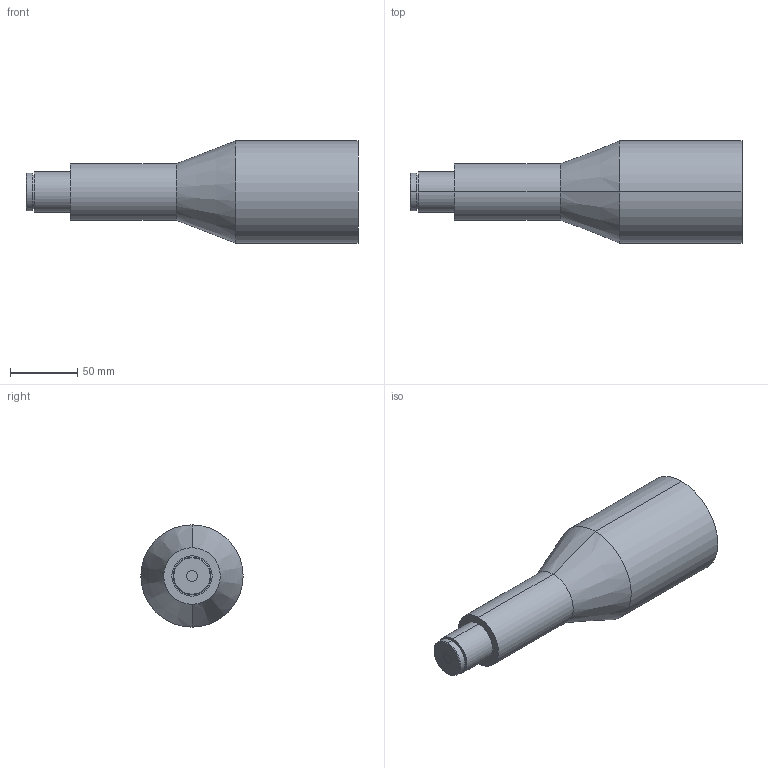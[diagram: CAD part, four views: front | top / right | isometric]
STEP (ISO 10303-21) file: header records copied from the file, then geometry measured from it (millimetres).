
FILE_DESCRIPTION (( 'STEP AP214' ), '1' );
FILE_NAME ('450069.STEP', '2025-11-19T06:57:43', ( '' ), ( '' ), 'SwSTEP 2.0', 'SolidWorks 2020', '' );
FILE_SCHEMA (( 'AUTOMOTIVE_DESIGN' ));
Length unit declared in the file: millimetre
Products named in the file (1): 450069
Bounding box: 246.85 x 76 x 76 mm (x, y, z)
Volume: 667591.3 mm3; surface area: 50449.4 mm2
Topology: 1 solids, 1 shells, 28 faces, 54 edges, 34 vertices
Faces by surface type: cylinder 16, plane 8, cone 4
Entity records: 758 total; most frequent: DIRECTION 146, CARTESIAN_POINT 117, ORIENTED_EDGE 108, AXIS2_PLACEMENT_3D 63, EDGE_CURVE 54, VERTEX_POINT 34, CIRCLE 34, EDGE_LOOP 34
